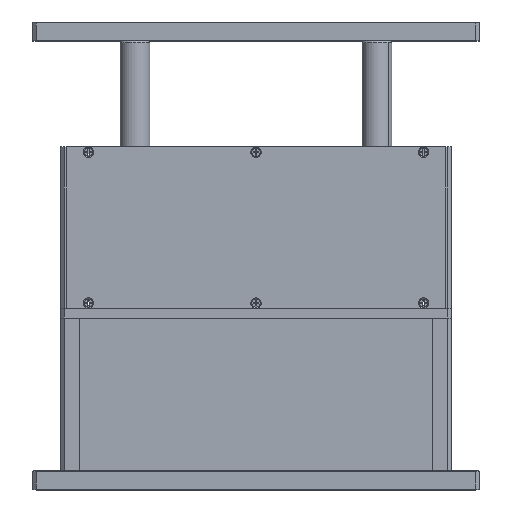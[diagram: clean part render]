
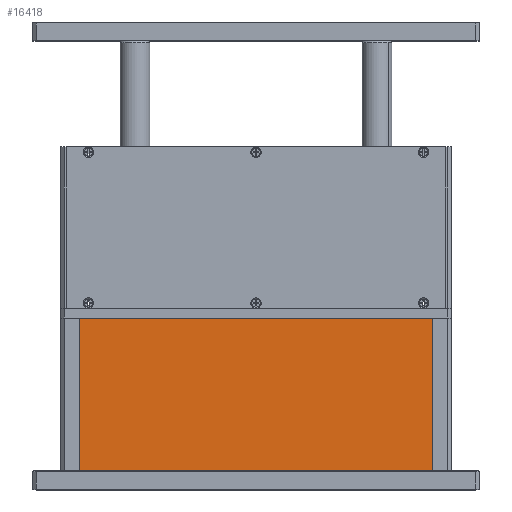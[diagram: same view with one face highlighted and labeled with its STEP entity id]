
A CAD part, top view. The second image highlights one B-rep face of the part: STEP entity #16418.
In plain terms, the highlighted planar face has unit normal (0, 0, 1).
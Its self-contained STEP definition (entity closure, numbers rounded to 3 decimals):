
#226 = VERTEX_POINT ( 'NONE', #6214 ) ;
#1402 = EDGE_CURVE ( 'NONE', #2043, #226, #13150, .T. ) ;
#1630 = CARTESIAN_POINT ( 'NONE',  ( -95., -82., 105. ) ) ;
#1967 = CARTESIAN_POINT ( 'NONE',  ( -95., 0., 105. ) ) ;
#2043 = VERTEX_POINT ( 'NONE', #15803 ) ;
#2563 = ORIENTED_EDGE ( 'NONE', *, *, #9565, .F. ) ;
#6214 = CARTESIAN_POINT ( 'NONE',  ( 95., 0., 105. ) ) ;
#8948 = DIRECTION ( 'NONE',  ( 0., -1., 0. ) ) ;
#9356 = FACE_OUTER_BOUND ( 'NONE', #36678, .T. ) ;
#9565 = EDGE_CURVE ( 'NONE', #22961, #2043, #26767, .T. ) ;
#11241 = CARTESIAN_POINT ( 'NONE',  ( -95., -82., 105. ) ) ;
#11869 = LINE ( 'NONE', #34832, #28844 ) ;
#12349 = CARTESIAN_POINT ( 'NONE',  ( 95., -82., 105. ) ) ;
#13150 = LINE ( 'NONE', #1967, #23393 ) ;
#13235 = VECTOR ( 'NONE', #8948, 1000. ) ;
#15589 = DIRECTION ( 'NONE',  ( 0., 1., 0. ) ) ;
#15749 = PLANE ( 'NONE',  #16369 ) ;
#15803 = CARTESIAN_POINT ( 'NONE',  ( -95., 0., 105. ) ) ;
#15880 = DIRECTION ( 'NONE',  ( 0., 1., 0. ) ) ;
#16369 = AXIS2_PLACEMENT_3D ( 'NONE', #18814, #24181, #15880 ) ;
#16418 = ADVANCED_FACE ( 'NONE', ( #9356 ), #15749, .F. ) ;
#17672 = LINE ( 'NONE', #34456, #13235 ) ;
#18814 = CARTESIAN_POINT ( 'NONE',  ( 0., -41., 105. ) ) ;
#20889 = EDGE_CURVE ( 'NONE', #28901, #22961, #11869, .T. ) ;
#21876 = VECTOR ( 'NONE', #15589, 1000. ) ;
#22961 = VERTEX_POINT ( 'NONE', #11241 ) ;
#23362 = DIRECTION ( 'NONE',  ( -1., 0., 0. ) ) ;
#23393 = VECTOR ( 'NONE', #27623, 1000. ) ;
#24181 = DIRECTION ( 'NONE',  ( 0., 0., -1. ) ) ;
#26767 = LINE ( 'NONE', #1630, #21876 ) ;
#27197 = ORIENTED_EDGE ( 'NONE', *, *, #1402, .F. ) ;
#27594 = EDGE_CURVE ( 'NONE', #226, #28901, #17672, .T. ) ;
#27623 = DIRECTION ( 'NONE',  ( 1., 0., 0. ) ) ;
#28844 = VECTOR ( 'NONE', #23362, 1000. ) ;
#28901 = VERTEX_POINT ( 'NONE', #12349 ) ;
#33245 = ORIENTED_EDGE ( 'NONE', *, *, #27594, .F. ) ;
#34456 = CARTESIAN_POINT ( 'NONE',  ( 95., -82., 105. ) ) ;
#34832 = CARTESIAN_POINT ( 'NONE',  ( -95., -82., 105. ) ) ;
#36322 = ORIENTED_EDGE ( 'NONE', *, *, #20889, .F. ) ;
#36678 = EDGE_LOOP ( 'NONE', ( #33245, #27197, #2563, #36322 ) ) ;
